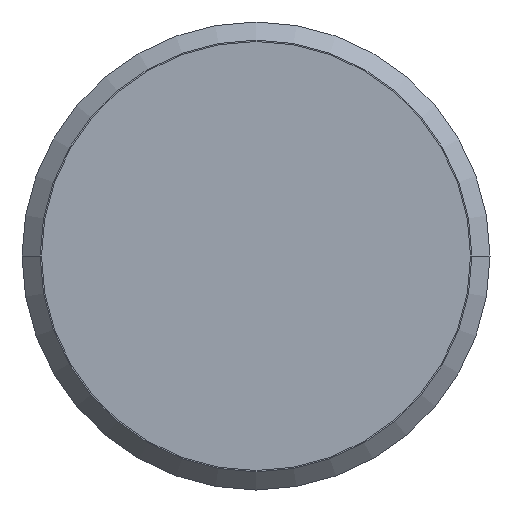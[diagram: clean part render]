
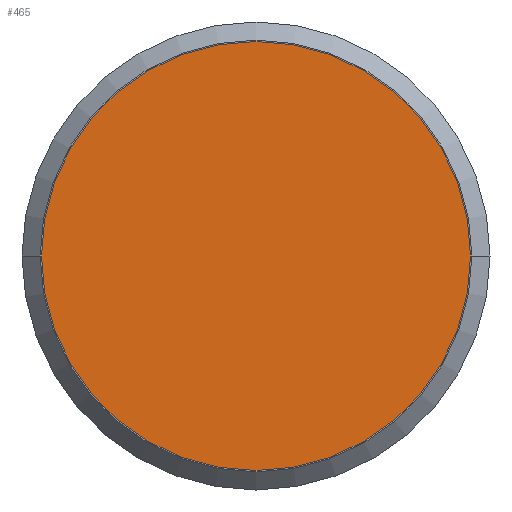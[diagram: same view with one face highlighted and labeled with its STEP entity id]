
A CAD part, front view. The second image highlights one B-rep face of the part: STEP entity #465.
In plain terms, the highlighted planar face has unit normal (0, -1, 0).
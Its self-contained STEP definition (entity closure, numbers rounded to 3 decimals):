
#94=CARTESIAN_POINT('',(0.,-22.806,0.));
#95=DIRECTION('',(0.,1.,0.));
#96=DIRECTION('',(1.,0.,0.));
#97=AXIS2_PLACEMENT_3D('',#94,#95,#96);
#102=CARTESIAN_POINT('',(0.,-22.806,0.));
#103=DIRECTION('',(0.,-1.,0.));
#104=DIRECTION('',(1.,0.,0.));
#105=AXIS2_PLACEMENT_3D('',#102,#103,#104);
#402=CARTESIAN_POINT('',(8.25,-22.806,0.));
#404=VERTEX_POINT('',#402);
#406=CARTESIAN_POINT('',(-8.25,-22.806,0.));
#408=VERTEX_POINT('',#406);
#454=CARTESIAN_POINT('',(0.,-22.806,0.));
#455=DIRECTION('',(0.,-1.,0.));
#456=DIRECTION('',(-1.,0.,0.));
#457=AXIS2_PLACEMENT_3D('',#454,#455,#456);
#458=PLANE('',#457);
#460=ORIENTED_EDGE('',*,*,#459,.T.);
#462=ORIENTED_EDGE('',*,*,#461,.F.);
#463=EDGE_LOOP('',(#460,#462));
#464=FACE_OUTER_BOUND('',#463,.F.);
#465=ADVANCED_FACE('',(#464),#458,.T.);
#98=CIRCLE('',#97,8.25);
#106=CIRCLE('',#105,8.25);
#459=EDGE_CURVE('',#404,#408,#98,.T.);
#461=EDGE_CURVE('',#404,#408,#106,.T.);
